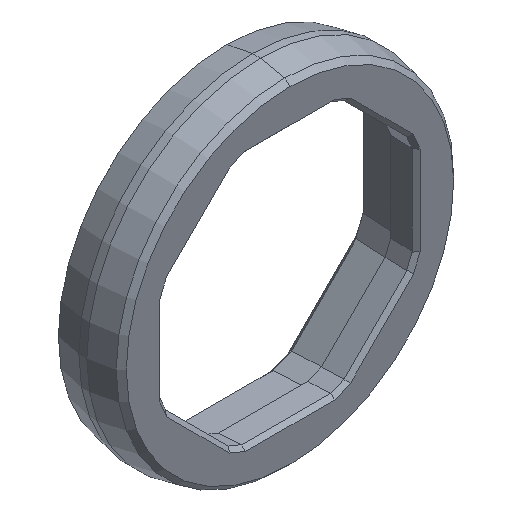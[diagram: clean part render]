
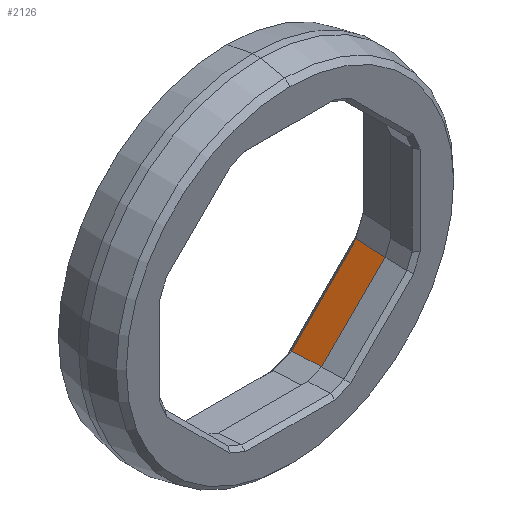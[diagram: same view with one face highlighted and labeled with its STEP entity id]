
A CAD part, isometric view. The second image highlights one B-rep face of the part: STEP entity #2126.
In plain terms, the highlighted planar face has unit normal (-0.704, 0.087, 0.704).
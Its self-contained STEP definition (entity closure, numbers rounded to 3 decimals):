
#1204 = PLANE('',#1205);
#1205 = AXIS2_PLACEMENT_3D('',#1206,#1207,#1208);
#1206 = CARTESIAN_POINT('',(12.928,18.632,
    -5.34));
#1207 = DIRECTION('',(-0.5,0.707,0.5));
#1208 = DIRECTION('',(0.,-0.577,0.816
    ));
#2126 = ADVANCED_FACE('',(#2127),#2141,.F.);
#2127 = FACE_BOUND('',#2128,.T.);
#2128 = EDGE_LOOP('',(#2129,#2164,#2187,#2215));
#2129 = ORIENTED_EDGE('',*,*,#2130,.T.);
#2130 = EDGE_CURVE('',#2131,#2133,#2135,.T.);
#2131 = VERTEX_POINT('',#2132);
#2132 = CARTESIAN_POINT('',(11.924,15.493,
    -5.956));
#2133 = VERTEX_POINT('',#2134);
#2134 = CARTESIAN_POINT('',(12.199,18.632,
    -6.069));
#2135 = SURFACE_CURVE('',#2136,(#2140,#2152),.PCURVE_S1.);
#2136 = LINE('',#2137,#2138);
#2137 = CARTESIAN_POINT('',(12.238,19.087,
    -6.086));
#2138 = VECTOR('',#2139,1.);
#2139 = DIRECTION('',(0.087,0.996,
    -0.036));
#2140 = PCURVE('',#2141,#2146);
#2141 = PLANE('',#2142);
#2142 = AXIS2_PLACEMENT_3D('',#2143,#2144,#2145);
#2143 = CARTESIAN_POINT('',(12.954,19.05,-5.366));
#2144 = DIRECTION('',(0.704,-0.087,
    -0.704));
#2145 = DIRECTION('',(-0.707,0.,
    -0.707));
#2146 = DEFINITIONAL_REPRESENTATION('',(#2147),#2151);
#2147 = LINE('',#2148,#2149);
#2148 = CARTESIAN_POINT('',(1.015,0.037));
#2149 = VECTOR('',#2150,1.);
#2150 = DIRECTION('',(-0.036,0.999));
#2151 = ( GEOMETRIC_REPRESENTATION_CONTEXT(2) 
PARAMETRIC_REPRESENTATION_CONTEXT() REPRESENTATION_CONTEXT('2D SPACE',''
  ) );
#2152 = PCURVE('',#2153,#2158);
#2153 = PLANE('',#2154);
#2154 = AXIS2_PLACEMENT_3D('',#2155,#2156,#2157);
#2155 = CARTESIAN_POINT('',(12.238,19.087,
    -6.086));
#2156 = DIRECTION('',(-0.92,0.094,0.381)
  );
#2157 = DIRECTION('',(0.383,0.,0.924));
#2158 = DEFINITIONAL_REPRESENTATION('',(#2159),#2163);
#2159 = LINE('',#2160,#2161);
#2160 = CARTESIAN_POINT('',(0.,0.));
#2161 = VECTOR('',#2162,1.);
#2162 = DIRECTION('',(0.,1.));
#2163 = ( GEOMETRIC_REPRESENTATION_CONTEXT(2) 
PARAMETRIC_REPRESENTATION_CONTEXT() REPRESENTATION_CONTEXT('2D SPACE',''
  ) );
#2164 = ORIENTED_EDGE('',*,*,#2165,.T.);
#2165 = EDGE_CURVE('',#2133,#2166,#2168,.T.);
#2166 = VERTEX_POINT('',#2167);
#2167 = CARTESIAN_POINT('',(6.069,18.632,
    -12.199));
#2168 = SURFACE_CURVE('',#2169,(#2173,#2180),.PCURVE_S1.);
#2169 = LINE('',#2170,#2171);
#2170 = CARTESIAN_POINT('',(6.059,18.632,
    -12.209));
#2171 = VECTOR('',#2172,1.);
#2172 = DIRECTION('',(-0.707,0.,
    -0.707));
#2173 = PCURVE('',#2141,#2174);
#2174 = DEFINITIONAL_REPRESENTATION('',(#2175),#2179);
#2175 = LINE('',#2176,#2177);
#2176 = CARTESIAN_POINT('',(9.715,-0.419));
#2177 = VECTOR('',#2178,1.);
#2178 = DIRECTION('',(1.,0.));
#2179 = ( GEOMETRIC_REPRESENTATION_CONTEXT(2) 
PARAMETRIC_REPRESENTATION_CONTEXT() REPRESENTATION_CONTEXT('2D SPACE',''
  ) );
#2180 = PCURVE('',#1204,#2181);
#2181 = DEFINITIONAL_REPRESENTATION('',(#2182),#2186);
#2182 = LINE('',#2183,#2184);
#2183 = CARTESIAN_POINT('',(-5.609,-7.932));
#2184 = VECTOR('',#2185,1.);
#2185 = DIRECTION('',(-0.577,-0.816));
#2186 = ( GEOMETRIC_REPRESENTATION_CONTEXT(2) 
PARAMETRIC_REPRESENTATION_CONTEXT() REPRESENTATION_CONTEXT('2D SPACE',''
  ) );
#2187 = ORIENTED_EDGE('',*,*,#2188,.T.);
#2188 = EDGE_CURVE('',#2166,#2189,#2191,.T.);
#2189 = VERTEX_POINT('',#2190);
#2190 = CARTESIAN_POINT('',(5.956,15.493,
    -11.924));
#2191 = SURFACE_CURVE('',#2192,(#2196,#2203),.PCURVE_S1.);
#2192 = LINE('',#2193,#2194);
#2193 = CARTESIAN_POINT('',(5.948,15.277,
    -11.905));
#2194 = VECTOR('',#2195,1.);
#2195 = DIRECTION('',(-0.036,-0.996,
    0.087));
#2196 = PCURVE('',#2141,#2197);
#2197 = DEFINITIONAL_REPRESENTATION('',(#2198),#2202);
#2198 = LINE('',#2199,#2200);
#2199 = CARTESIAN_POINT('',(9.578,-3.788));
#2200 = VECTOR('',#2201,1.);
#2201 = DIRECTION('',(-0.036,-0.999));
#2202 = ( GEOMETRIC_REPRESENTATION_CONTEXT(2) 
PARAMETRIC_REPRESENTATION_CONTEXT() REPRESENTATION_CONTEXT('2D SPACE',''
  ) );
#2203 = PCURVE('',#2204,#2209);
#2204 = PLANE('',#2205);
#2205 = AXIS2_PLACEMENT_3D('',#2206,#2207,#2208);
#2206 = CARTESIAN_POINT('',(4.35,19.087,
    -12.957));
#2207 = DIRECTION('',(-0.381,0.094,0.92)
  );
#2208 = DIRECTION('',(0.924,0.,0.383)
  );
#2209 = DEFINITIONAL_REPRESENTATION('',(#2210),#2214);
#2210 = LINE('',#2211,#2212);
#2211 = CARTESIAN_POINT('',(1.879,-3.827));
#2212 = VECTOR('',#2213,1.);
#2213 = DIRECTION('',(0.,-1.));
#2214 = ( GEOMETRIC_REPRESENTATION_CONTEXT(2) 
PARAMETRIC_REPRESENTATION_CONTEXT() REPRESENTATION_CONTEXT('2D SPACE',''
  ) );
#2215 = ORIENTED_EDGE('',*,*,#2216,.T.);
#2216 = EDGE_CURVE('',#2189,#2131,#2217,.T.);
#2217 = SURFACE_CURVE('',#2218,(#2222,#2229),.PCURVE_S1.);
#2218 = LINE('',#2219,#2220);
#2219 = CARTESIAN_POINT('',(12.734,15.493,-5.146
    ));
#2220 = VECTOR('',#2221,1.);
#2221 = DIRECTION('',(0.707,0.,0.707
    ));
#2222 = PCURVE('',#2141,#2223);
#2223 = DEFINITIONAL_REPRESENTATION('',(#2224),#2228);
#2224 = LINE('',#2225,#2226);
#2225 = CARTESIAN_POINT('',(0.,-3.571));
#2226 = VECTOR('',#2227,1.);
#2227 = DIRECTION('',(-1.,0.));
#2228 = ( GEOMETRIC_REPRESENTATION_CONTEXT(2) 
PARAMETRIC_REPRESENTATION_CONTEXT() REPRESENTATION_CONTEXT('2D SPACE',''
  ) );
#2229 = PCURVE('',#2230,#2235);
#2230 = PLANE('',#2231);
#2231 = AXIS2_PLACEMENT_3D('',#2232,#2233,#2234);
#2232 = CARTESIAN_POINT('',(-0.433,15.24,-17.886));
#2233 = DIRECTION('',(0.455,-0.766,-0.455));
#2234 = DIRECTION('',(0.,0.51,-0.86
    ));
#2235 = DEFINITIONAL_REPRESENTATION('',(#2236),#2240);
#2236 = LINE('',#2237,#2238);
#2237 = CARTESIAN_POINT('',(-10.828,14.782));
#2238 = VECTOR('',#2239,1.);
#2239 = DIRECTION('',(-0.608,0.794));
#2240 = ( GEOMETRIC_REPRESENTATION_CONTEXT(2) 
PARAMETRIC_REPRESENTATION_CONTEXT() REPRESENTATION_CONTEXT('2D SPACE',''
  ) );
